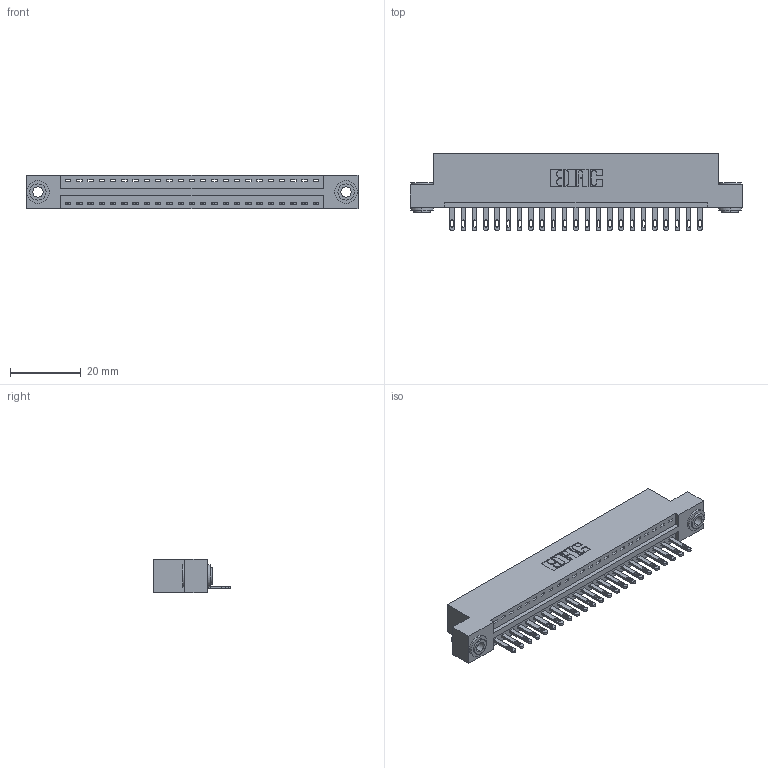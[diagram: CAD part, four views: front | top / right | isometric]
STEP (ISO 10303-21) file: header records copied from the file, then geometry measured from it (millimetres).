
FILE_DESCRIPTION (( 'STEP AP203' ), '1' );
FILE_NAME ('346-023-500-103.STEP', '2018-08-21T01:33:50', ( '' ), ( '' ), 'SwSTEP 2.0', 'SolidWorks 2016', '' );
FILE_SCHEMA (( 'CONFIG_CONTROL_DESIGN' ));
Length unit declared in the file: inch
Products named in the file (4): 346 Part_Flush Mounting Lugs - 0.156 Dia-TH; 345-292-001_345-293-100; 345-250-002_345-250-002-102; 346-023-500-103
Assembly tree (26 placements, depth 2):
  346-023-500-103
    346 Part_Flush Mounting Lugs - 0.156 Dia-TH
    345-292-001_345-293-100  x23
    345-250-002_345-250-002-102  x2
Bounding box: 93.6 x 21.84 x 9.4 mm (x, y, z)
Volume: 8862.2 mm3; surface area: 11144.4 mm2
Topology: 26 solids, 26 shells, 1402 faces, 4269 edges, 2842 vertices
Faces by surface type: plane 868, cylinder 526, cone 8
Entity records: 17412 total; most frequent: CARTESIAN_POINT 2968, ORIENTED_EDGE 2918, DIRECTION 2675, EDGE_CURVE 1459, LINE 1207, VECTOR 1207, VERTEX_POINT 970, AXIS2_PLACEMENT_3D 734
